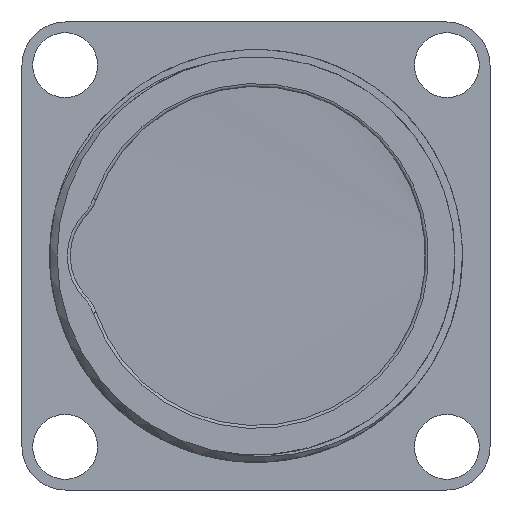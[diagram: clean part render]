
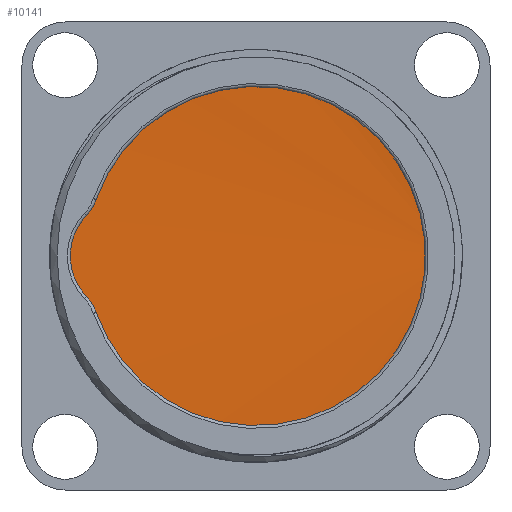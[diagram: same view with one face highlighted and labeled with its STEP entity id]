
A CAD part, left-side view. The second image highlights one B-rep face of the part: STEP entity #10141.
In plain terms, the highlighted cylindrical face has radius 13.5 mm (diameter 27 mm), a full revolution.
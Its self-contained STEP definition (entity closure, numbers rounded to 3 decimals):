
#703=CIRCLE('',#10852,13.5);
#1108=FACE_OUTER_BOUND('',#1675,.T.);
#1675=EDGE_LOOP('',(#6834,#6835,#6836,#6837));
#2255=B_SPLINE_CURVE_WITH_KNOTS('',3,(#15251,#15252,#15253,#15254,#15255,
#15256,#15257,#15258,#15259,#15260,#15261,#15262,#15263),.UNSPECIFIED.,
 .F.,.F.,(4,1,1,1,1,1,1,1,1,1,4),(4.937,5.42,5.903,
6.386,6.869,7.352,7.835,8.318,
8.801,9.285,9.425),.UNSPECIFIED.);
#2599=LINE('',#13957,#3243);
#2605=LINE('',#14061,#3249);
#3243=VECTOR('',#11523,13.5);
#3249=VECTOR('',#11545,13.5);
#3887=VERTEX_POINT('',#13955);
#3888=VERTEX_POINT('',#13956);
#3896=VERTEX_POINT('',#14060);
#3959=VERTEX_POINT('',#14472);
#4919=EDGE_CURVE('',#3887,#3888,#2599,.T.);
#4933=EDGE_CURVE('',#3896,#3887,#2605,.T.);
#5143=EDGE_CURVE('',#3959,#3896,#703,.T.);
#5157=EDGE_CURVE('',#3959,#3888,#2255,.T.);
#6834=ORIENTED_EDGE('',*,*,#4919,.T.);
#6835=ORIENTED_EDGE('',*,*,#5157,.F.);
#6836=ORIENTED_EDGE('',*,*,#5143,.T.);
#6837=ORIENTED_EDGE('',*,*,#4933,.T.);
#9419=CYLINDRICAL_SURFACE('',#10870,13.5);
#10141=ADVANCED_FACE('',(#1108),#9419,.T.);
#10852=AXIS2_PLACEMENT_3D('',#14857,#12026,#12027);
#10870=AXIS2_PLACEMENT_3D('',#15264,#12063,#12064);
#11523=DIRECTION('',(1.,0.,0.));
#11545=DIRECTION('',(1.,0.,0.));
#12026=DIRECTION('center_axis',(1.,0.,0.));
#12027=DIRECTION('ref_axis',(0.,-1.,0.));
#12063=DIRECTION('center_axis',(1.,0.,0.));
#12064=DIRECTION('ref_axis',(0.,1.,0.));
#13955=CARTESIAN_POINT('',(0.8,-13.5,0.));
#13956=CARTESIAN_POINT('',(2.,-13.5,0.));
#13957=CARTESIAN_POINT('',(-0.6,-13.5,0.));
#14060=CARTESIAN_POINT('',(0.,-13.5,0.));
#14061=CARTESIAN_POINT('',(-0.6,-13.5,0.));
#14472=CARTESIAN_POINT('',(0.,3.004,13.162));
#14857=CARTESIAN_POINT('Origin',(0.,0.,0.));
#15251=CARTESIAN_POINT('Ctrl Pts',(0.,3.004,
13.162));
#15252=CARTESIAN_POINT('Ctrl Pts',(0.072,5.123,
12.678));
#15253=CARTESIAN_POINT('Ctrl Pts',(0.215,9.122,10.668));
#15254=CARTESIAN_POINT('Ctrl Pts',(0.431,13.034,5.209));
#15255=CARTESIAN_POINT('Ctrl Pts',(0.646,13.962,-1.441));
#15256=CARTESIAN_POINT('Ctrl Pts',(0.861,11.695,-7.762));
#15257=CARTESIAN_POINT('Ctrl Pts',(1.076,6.751,-12.306));
#15258=CARTESIAN_POINT('Ctrl Pts',(1.292,0.262,-14.034));
#15259=CARTESIAN_POINT('Ctrl Pts',(1.507,-6.287,-12.55));
#15260=CARTESIAN_POINT('Ctrl Pts',(1.722,-11.397,-8.194));
#15261=CARTESIAN_POINT('Ctrl Pts',(1.887,-13.307,-3.436));
#15262=CARTESIAN_POINT('Ctrl Pts',(1.979,-13.5,-0.631));
#15263=CARTESIAN_POINT('Ctrl Pts',(2.,-13.5,0.));
#15264=CARTESIAN_POINT('Origin',(-0.6,0.,0.));
